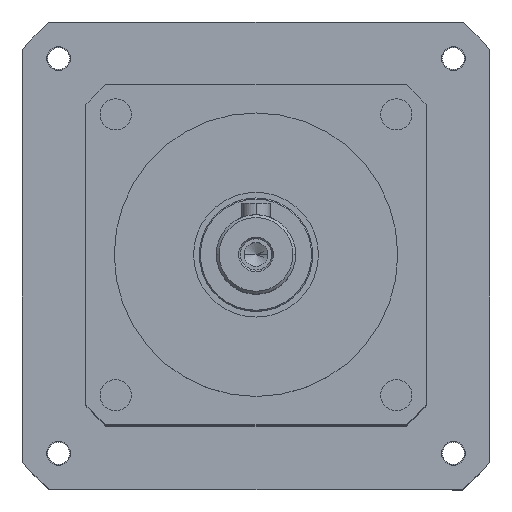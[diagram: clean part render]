
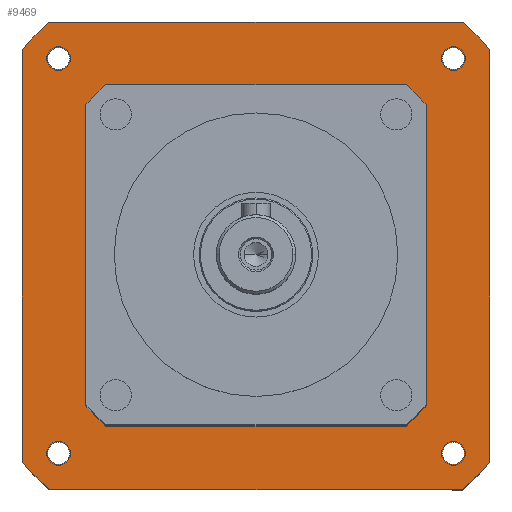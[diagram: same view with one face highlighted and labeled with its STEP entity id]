
A CAD part, top view. The second image highlights one B-rep face of the part: STEP entity #9469.
In plain terms, the highlighted planar face has unit normal (0, 0, 1).
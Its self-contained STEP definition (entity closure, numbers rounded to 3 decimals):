
#664=PLANE('',#10626);
#1230=VECTOR('',#13380,1.);
#1231=VECTOR('',#13383,1.);
#1232=VECTOR('',#13386,1.);
#1233=VECTOR('',#13389,1.);
#1804=LINE('',#18839,#1230);
#1805=LINE('',#18843,#1231);
#1806=LINE('',#18847,#1232);
#1807=LINE('',#18851,#1233);
#2595=VERTEX_POINT('',#18620);
#2596=VERTEX_POINT('',#18621);
#2603=VERTEX_POINT('',#18641);
#2604=VERTEX_POINT('',#18642);
#2611=VERTEX_POINT('',#18662);
#2612=VERTEX_POINT('',#18663);
#2622=VERTEX_POINT('',#18692);
#2623=VERTEX_POINT('',#18693);
#2635=VERTEX_POINT('',#18725);
#2636=VERTEX_POINT('',#18726);
#2645=VERTEX_POINT('',#18747);
#2646=VERTEX_POINT('',#18748);
#2655=VERTEX_POINT('',#18771);
#2656=VERTEX_POINT('',#18772);
#2663=VERTEX_POINT('',#18790);
#2664=VERTEX_POINT('',#18791);
#2671=VERTEX_POINT('',#18808);
#2672=VERTEX_POINT('',#18809);
#2678=VERTEX_POINT('',#18837);
#2679=VERTEX_POINT('',#18838);
#2680=VERTEX_POINT('',#18840);
#2681=VERTEX_POINT('',#18842);
#2682=VERTEX_POINT('',#18844);
#2683=VERTEX_POINT('',#18846);
#2684=VERTEX_POINT('',#18848);
#2685=VERTEX_POINT('',#18850);
#3278=CIRCLE('',#10561,1.934);
#3282=CIRCLE('',#10568,1.934);
#3286=CIRCLE('',#10575,1.934);
#3292=CIRCLE('',#10584,2.75);
#3299=CIRCLE('',#10594,2.75);
#3304=CIRCLE('',#10601,2.75);
#3309=CIRCLE('',#10609,1.934);
#3313=CIRCLE('',#10615,2.75);
#3317=CIRCLE('',#10621,25.);
#3321=CIRCLE('',#10627,1.934);
#3322=CIRCLE('',#10628,1.934);
#3323=CIRCLE('',#10629,1.934);
#3324=CIRCLE('',#10630,2.75);
#3325=CIRCLE('',#10631,2.75);
#3326=CIRCLE('',#10632,2.75);
#3327=CIRCLE('',#10633,1.934);
#3328=CIRCLE('',#10634,2.75);
#3329=CIRCLE('',#10635,25.);
#3330=CIRCLE('',#10636,55.);
#3331=CIRCLE('',#10637,55.);
#3332=CIRCLE('',#10638,55.);
#3333=CIRCLE('',#10639,55.);
#4600=EDGE_CURVE('',#2595,#2596,#3278,.T.);
#4610=EDGE_CURVE('',#2603,#2604,#3282,.T.);
#4620=EDGE_CURVE('',#2611,#2612,#3286,.T.);
#4633=EDGE_CURVE('',#2622,#2623,#3292,.T.);
#4647=EDGE_CURVE('',#2635,#2636,#3299,.T.);
#4657=EDGE_CURVE('',#2645,#2646,#3304,.T.);
#4668=EDGE_CURVE('',#2655,#2656,#3309,.T.);
#4677=EDGE_CURVE('',#2663,#2664,#3313,.T.);
#4685=EDGE_CURVE('',#2671,#2672,#3317,.T.);
#4693=EDGE_CURVE('',#2596,#2595,#3321,.T.);
#4694=EDGE_CURVE('',#2604,#2603,#3322,.T.);
#4695=EDGE_CURVE('',#2612,#2611,#3323,.T.);
#4696=EDGE_CURVE('',#2623,#2622,#3324,.T.);
#4697=EDGE_CURVE('',#2636,#2635,#3325,.T.);
#4698=EDGE_CURVE('',#2646,#2645,#3326,.T.);
#4699=EDGE_CURVE('',#2656,#2655,#3327,.T.);
#4700=EDGE_CURVE('',#2664,#2663,#3328,.T.);
#4701=EDGE_CURVE('',#2672,#2671,#3329,.T.);
#4702=EDGE_CURVE('',#2678,#2679,#3330,.T.);
#4703=EDGE_CURVE('',#2680,#2678,#1804,.T.);
#4704=EDGE_CURVE('',#2681,#2680,#3331,.T.);
#4705=EDGE_CURVE('',#2682,#2681,#1805,.T.);
#4706=EDGE_CURVE('',#2683,#2682,#3332,.T.);
#4707=EDGE_CURVE('',#2684,#2683,#1806,.T.);
#4708=EDGE_CURVE('',#2685,#2684,#3333,.T.);
#4709=EDGE_CURVE('',#2679,#2685,#1807,.T.);
#7313=ORIENTED_EDGE('',*,*,#4693,.T.);
#7314=ORIENTED_EDGE('',*,*,#4600,.T.);
#7315=ORIENTED_EDGE('',*,*,#4694,.T.);
#7316=ORIENTED_EDGE('',*,*,#4610,.T.);
#7317=ORIENTED_EDGE('',*,*,#4695,.T.);
#7318=ORIENTED_EDGE('',*,*,#4620,.T.);
#7319=ORIENTED_EDGE('',*,*,#4696,.T.);
#7320=ORIENTED_EDGE('',*,*,#4633,.T.);
#7321=ORIENTED_EDGE('',*,*,#4697,.T.);
#7322=ORIENTED_EDGE('',*,*,#4647,.T.);
#7323=ORIENTED_EDGE('',*,*,#4698,.T.);
#7324=ORIENTED_EDGE('',*,*,#4657,.T.);
#7325=ORIENTED_EDGE('',*,*,#4699,.T.);
#7326=ORIENTED_EDGE('',*,*,#4668,.T.);
#7327=ORIENTED_EDGE('',*,*,#4700,.T.);
#7328=ORIENTED_EDGE('',*,*,#4677,.T.);
#7329=ORIENTED_EDGE('',*,*,#4701,.T.);
#7330=ORIENTED_EDGE('',*,*,#4685,.T.);
#7331=ORIENTED_EDGE('',*,*,#4702,.F.);
#7332=ORIENTED_EDGE('',*,*,#4703,.F.);
#7333=ORIENTED_EDGE('',*,*,#4704,.F.);
#7334=ORIENTED_EDGE('',*,*,#4705,.F.);
#7335=ORIENTED_EDGE('',*,*,#4706,.F.);
#7336=ORIENTED_EDGE('',*,*,#4707,.F.);
#7337=ORIENTED_EDGE('',*,*,#4708,.F.);
#7338=ORIENTED_EDGE('',*,*,#4709,.F.);
#8192=EDGE_LOOP('',(#7313,#7314));
#8193=EDGE_LOOP('',(#7315,#7316));
#8194=EDGE_LOOP('',(#7317,#7318));
#8195=EDGE_LOOP('',(#7319,#7320));
#8196=EDGE_LOOP('',(#7321,#7322));
#8197=EDGE_LOOP('',(#7323,#7324));
#8198=EDGE_LOOP('',(#7325,#7326));
#8199=EDGE_LOOP('',(#7327,#7328));
#8200=EDGE_LOOP('',(#7329,#7330));
#8201=EDGE_LOOP('',(#7331,#7332,#7333,#7334,#7335,#7336,#7337,#7338));
#8880=FACE_BOUND('',#8192,.T.);
#8881=FACE_BOUND('',#8193,.T.);
#8882=FACE_BOUND('',#8194,.T.);
#8883=FACE_BOUND('',#8195,.T.);
#8884=FACE_BOUND('',#8196,.T.);
#8885=FACE_BOUND('',#8197,.T.);
#8886=FACE_BOUND('',#8198,.T.);
#8887=FACE_BOUND('',#8199,.T.);
#8888=FACE_BOUND('',#8200,.T.);
#8889=FACE_BOUND('',#8201,.T.);
#9469=ADVANCED_FACE('',(#8880,#8881,#8882,#8883,#8884,#8885,#8886,#8887,
#8888,#8889),#664,.F.);
#10561=AXIS2_PLACEMENT_3D('',#18619,#13182,#13183);
#10568=AXIS2_PLACEMENT_3D('',#18640,#13202,#13203);
#10575=AXIS2_PLACEMENT_3D('',#18661,#13222,#13223);
#10584=AXIS2_PLACEMENT_3D('',#18691,#13246,#13247);
#10594=AXIS2_PLACEMENT_3D('',#18724,#13272,#13273);
#10601=AXIS2_PLACEMENT_3D('',#18746,#13291,#13292);
#10609=AXIS2_PLACEMENT_3D('',#18770,#13313,#13314);
#10615=AXIS2_PLACEMENT_3D('',#18789,#13330,#13331);
#10621=AXIS2_PLACEMENT_3D('',#18807,#13346,#13347);
#10626=AXIS2_PLACEMENT_3D('',#18826,#13359,$);
#10627=AXIS2_PLACEMENT_3D('',#18827,#13360,#13361);
#10628=AXIS2_PLACEMENT_3D('',#18828,#13362,#13363);
#10629=AXIS2_PLACEMENT_3D('',#18829,#13364,#13365);
#10630=AXIS2_PLACEMENT_3D('',#18830,#13366,#13367);
#10631=AXIS2_PLACEMENT_3D('',#18831,#13368,#13369);
#10632=AXIS2_PLACEMENT_3D('',#18832,#13370,#13371);
#10633=AXIS2_PLACEMENT_3D('',#18833,#13372,#13373);
#10634=AXIS2_PLACEMENT_3D('',#18834,#13374,#13375);
#10635=AXIS2_PLACEMENT_3D('',#18835,#13376,#13377);
#10636=AXIS2_PLACEMENT_3D('',#18836,#13378,#13379);
#10637=AXIS2_PLACEMENT_3D('',#18841,#13381,#13382);
#10638=AXIS2_PLACEMENT_3D('',#18845,#13384,#13385);
#10639=AXIS2_PLACEMENT_3D('',#18849,#13387,#13388);
#13182=DIRECTION('',(0.,0.,-1.));
#13183=DIRECTION('',(-1.934,0.,0.));
#13202=DIRECTION('',(0.,0.,-1.));
#13203=DIRECTION('',(-1.934,0.,0.));
#13222=DIRECTION('',(0.,0.,-1.));
#13223=DIRECTION('',(-1.934,0.,0.));
#13246=DIRECTION('',(0.,0.,-1.));
#13247=DIRECTION('',(-2.75,0.,0.));
#13272=DIRECTION('',(0.,0.,-1.));
#13273=DIRECTION('',(-2.75,0.,0.));
#13291=DIRECTION('',(0.,0.,-1.));
#13292=DIRECTION('',(-2.75,0.,0.));
#13313=DIRECTION('',(0.,0.,-1.));
#13314=DIRECTION('',(-1.934,0.,0.));
#13330=DIRECTION('',(0.,0.,-1.));
#13331=DIRECTION('',(-2.75,0.,0.));
#13346=DIRECTION('',(0.,0.,-1.));
#13347=DIRECTION('',(-25.,0.,0.));
#13359=DIRECTION('',(0.,0.,-1.));
#13360=DIRECTION('',(0.,0.,-1.));
#13361=DIRECTION('',(-1.934,0.,0.));
#13362=DIRECTION('',(0.,0.,-1.));
#13363=DIRECTION('',(-1.934,0.,0.));
#13364=DIRECTION('',(0.,0.,-1.));
#13365=DIRECTION('',(-1.934,0.,0.));
#13366=DIRECTION('',(0.,0.,-1.));
#13367=DIRECTION('',(-2.75,0.,0.));
#13368=DIRECTION('',(0.,0.,-1.));
#13369=DIRECTION('',(-2.75,0.,0.));
#13370=DIRECTION('',(0.,0.,-1.));
#13371=DIRECTION('',(-2.75,0.,0.));
#13372=DIRECTION('',(0.,0.,-1.));
#13373=DIRECTION('',(-1.934,0.,0.));
#13374=DIRECTION('',(0.,0.,-1.));
#13375=DIRECTION('',(-2.75,0.,0.));
#13376=DIRECTION('',(0.,0.,-1.));
#13377=DIRECTION('',(-25.,0.,0.));
#13378=DIRECTION('',(0.,0.,-1.));
#13379=DIRECTION('',(-55.,0.,0.));
#13380=DIRECTION('',(0.,1.,0.));
#13381=DIRECTION('',(0.,0.,-1.));
#13382=DIRECTION('',(-55.,0.,0.));
#13383=DIRECTION('',(-1.,0.,0.));
#13384=DIRECTION('',(0.,0.,-1.));
#13385=DIRECTION('',(-55.,0.,0.));
#13386=DIRECTION('',(0.,-1.,0.));
#13387=DIRECTION('',(0.,0.,-1.));
#13388=DIRECTION('',(-55.,0.,0.));
#13389=DIRECTION('',(1.,0.,0.));
#18619=CARTESIAN_POINT('',(-34.8,34.8,-113.));
#18620=CARTESIAN_POINT('',(-32.866,34.8,-113.));
#18621=CARTESIAN_POINT('',(-36.734,34.8,-113.));
#18640=CARTESIAN_POINT('',(-34.8,-34.8,-113.));
#18641=CARTESIAN_POINT('',(-32.866,-34.8,-113.));
#18642=CARTESIAN_POINT('',(-36.734,-34.8,-113.));
#18661=CARTESIAN_POINT('',(34.8,-34.8,-113.));
#18662=CARTESIAN_POINT('',(36.734,-34.8,-113.));
#18663=CARTESIAN_POINT('',(32.866,-34.8,-113.));
#18691=CARTESIAN_POINT('',(-24.749,24.749,-113.));
#18692=CARTESIAN_POINT('',(-21.999,24.749,-113.));
#18693=CARTESIAN_POINT('',(-27.499,24.749,-113.));
#18724=CARTESIAN_POINT('',(-24.749,-24.749,-113.));
#18725=CARTESIAN_POINT('',(-21.999,-24.749,-113.));
#18726=CARTESIAN_POINT('',(-27.499,-24.749,-113.));
#18746=CARTESIAN_POINT('',(24.749,-24.749,-113.));
#18747=CARTESIAN_POINT('',(27.499,-24.749,-113.));
#18748=CARTESIAN_POINT('',(21.999,-24.749,-113.));
#18770=CARTESIAN_POINT('',(34.8,34.8,-113.));
#18771=CARTESIAN_POINT('',(36.734,34.8,-113.));
#18772=CARTESIAN_POINT('',(32.866,34.8,-113.));
#18789=CARTESIAN_POINT('',(24.749,24.749,-113.));
#18790=CARTESIAN_POINT('',(27.499,24.749,-113.));
#18791=CARTESIAN_POINT('',(21.999,24.749,-113.));
#18807=CARTESIAN_POINT('',(0.,0.,-113.));
#18808=CARTESIAN_POINT('',(-25.,0.,-113.));
#18809=CARTESIAN_POINT('',(25.,0.,-113.));
#18826=CARTESIAN_POINT('',(41.25,-41.25,-113.));
#18827=CARTESIAN_POINT('',(-34.8,34.8,-113.));
#18828=CARTESIAN_POINT('',(-34.8,-34.8,-113.));
#18829=CARTESIAN_POINT('',(34.8,-34.8,-113.));
#18830=CARTESIAN_POINT('',(-24.749,24.749,-113.));
#18831=CARTESIAN_POINT('',(-24.749,-24.749,-113.));
#18832=CARTESIAN_POINT('',(24.749,-24.749,-113.));
#18833=CARTESIAN_POINT('',(34.8,34.8,-113.));
#18834=CARTESIAN_POINT('',(24.749,24.749,-113.));
#18835=CARTESIAN_POINT('',(0.,0.,-113.));
#18836=CARTESIAN_POINT('',(0.,0.,-113.));
#18837=CARTESIAN_POINT('',(-41.25,36.379,-113.));
#18838=CARTESIAN_POINT('',(-36.379,41.25,-113.));
#18839=CARTESIAN_POINT('',(-41.25,-36.379,-113.));
#18840=CARTESIAN_POINT('',(-41.25,-36.379,-113.));
#18841=CARTESIAN_POINT('',(0.,0.,-113.));
#18842=CARTESIAN_POINT('',(-36.379,-41.25,-113.));
#18843=CARTESIAN_POINT('',(36.379,-41.25,-113.));
#18844=CARTESIAN_POINT('',(36.379,-41.25,-113.));
#18845=CARTESIAN_POINT('',(0.,0.,-113.));
#18846=CARTESIAN_POINT('',(41.25,-36.379,-113.));
#18847=CARTESIAN_POINT('',(41.25,36.379,-113.));
#18848=CARTESIAN_POINT('',(41.25,36.379,-113.));
#18849=CARTESIAN_POINT('',(0.,0.,-113.));
#18850=CARTESIAN_POINT('',(36.379,41.25,-113.));
#18851=CARTESIAN_POINT('',(-36.379,41.25,-113.));
